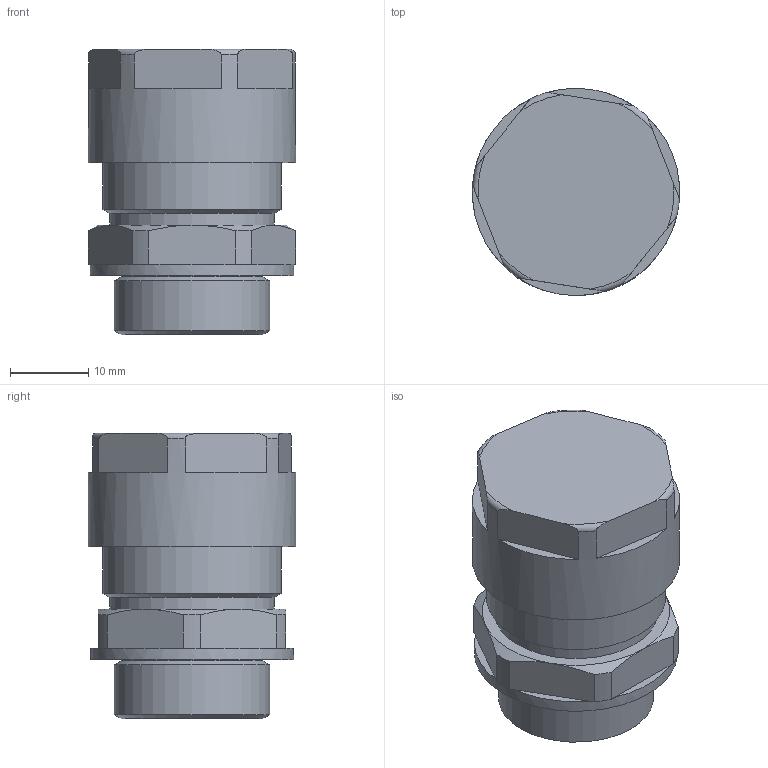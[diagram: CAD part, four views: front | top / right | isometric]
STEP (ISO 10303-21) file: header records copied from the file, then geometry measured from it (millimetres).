
FILE_DESCRIPTION(/* description */ (''),/* implementation_level */ '2;1');
FILE_NAME(/* name */ '501 321_A M20.stp',/* time_stamp */ '2020-11-27T14:46:05+05:00',/* author */ ('jgandhi'),/* organization */ (''),/* preprocessor_version */ 'ST-DEVELOPER v18',/* originating_system */ 'Autodesk Inventor 2020',/* authorisation */ '');
FILE_SCHEMA (('AUTOMOTIVE_DESIGN { 1 0 10303 214 3 1 1 }'));
Length unit declared in the file: millimetre
Products named in the file (1): 501 321_A M20
Bounding box: 26.49 x 26.5 x 36.47 mm (x, y, z)
Volume: 16413.1 mm3; surface area: 4242.3 mm2
Topology: 1 solids, 1 shells, 62 faces, 156 edges, 99 vertices
Faces by surface type: plane 35, cylinder 12, cone 9, torus 6
Full cylindrical faces by diameter (mm): 18 x1, 19.85 x1, 21 x1, 22.85 x1, 26 x1, 26.5 x1
Entity records: 2023 total; most frequent: CARTESIAN_POINT 474, DIRECTION 327, ORIENTED_EDGE 312, EDGE_CURVE 156, AXIS2_PLACEMENT_3D 132, VERTEX_POINT 99, CIRCLE 69, EDGE_LOOP 65
